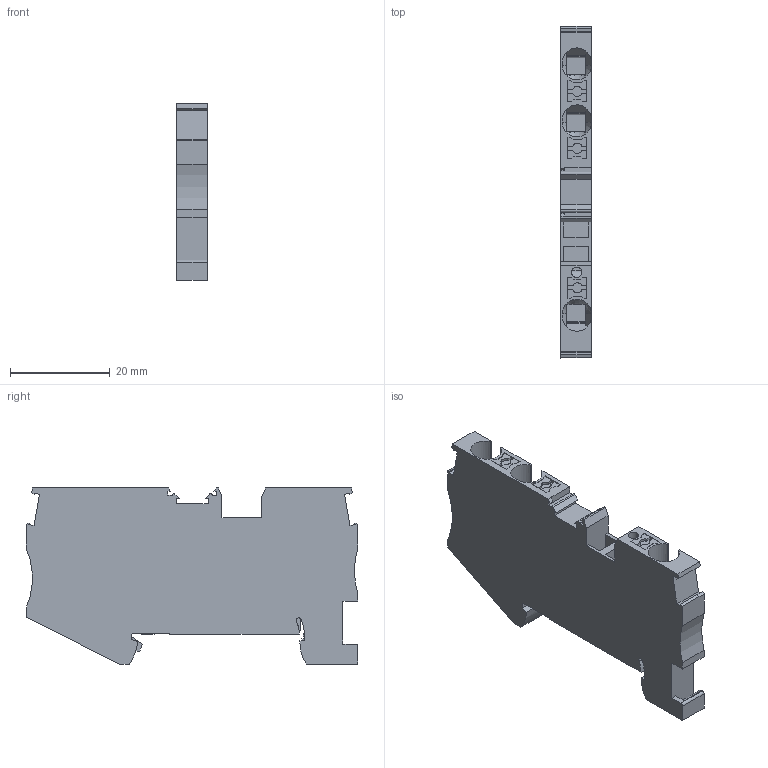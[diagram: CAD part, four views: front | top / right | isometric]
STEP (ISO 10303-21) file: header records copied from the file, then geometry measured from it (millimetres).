
FILE_DESCRIPTION(('Creo Elements/Direct Modeling STEP Export'),'2;1');
FILE_NAME('model.stp','2020-10-13T 0:22:14',(''),(''),'Creo Elements/Direct Modeling STEP processor for AP214 (Solid Model)','Creo Elements/Direct Modeling 20.1A 29-Sep-2018 (C) Parametric Technology GmbH','');
FILE_SCHEMA(('AUTOMOTIVE_DESIGN { 1 0 10303 214 1 1 1 1 }'));
Length unit declared in the file: millimetre
Products named in the file (2): PT_4_TWIN_PE-SELECT
Assembly tree (1 placements, depth 2):
  PT_4_TWIN_PE-SELECT
    PT_4_TWIN_PE-SELECT
Bounding box: 6.15 x 66.4 x 35.25 mm (x, y, z)
Volume: 10219.5 mm3; surface area: 6581.4 mm2
Topology: 1 solids, 1 shells, 245 faces, 720 edges, 481 vertices
Faces by surface type: plane 209, cylinder 33, cone 3
Entity records: 11344 total; most frequent: CARTESIAN_POINT 2884, ORIENTED_EDGE 1440, DIRECTION 1213, EDGE_CURVE 720, VECTOR 593, LINE 593, VERTEX_POINT 481, AXIS2_PLACEMENT_3D 310
